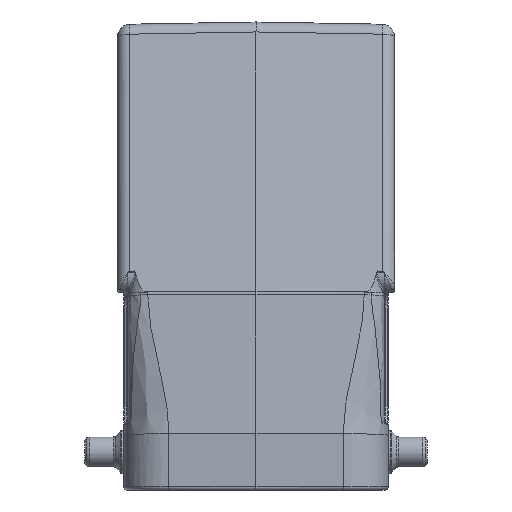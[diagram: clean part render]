
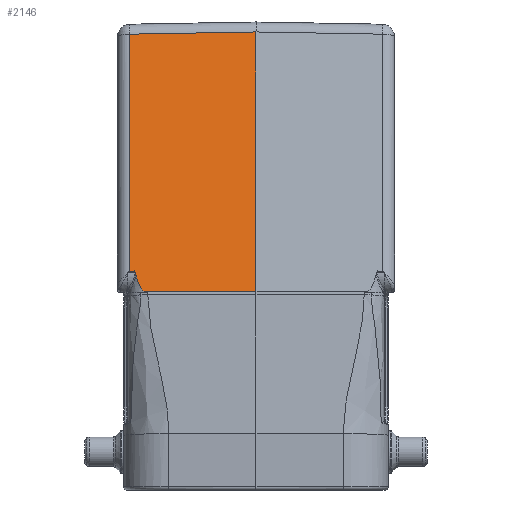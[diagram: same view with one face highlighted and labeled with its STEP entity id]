
A CAD part, left-side view. The second image highlights one B-rep face of the part: STEP entity #2146.
In plain terms, the highlighted planar face has unit normal (-0.982, 0.018, 0.191).
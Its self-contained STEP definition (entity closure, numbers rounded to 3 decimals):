
#1258=FACE_OUTER_BOUND('',#4070,.T.);
#1769=B_SPLINE_CURVE_WITH_KNOTS('',3,(#13988,#13989,#13990,#13991,#13992,
#13993,#13994,#13995,#13996,#13997),.UNSPECIFIED.,.F.,.F.,(4,3,3,4),(0.,
0.054,0.273,1.),.UNSPECIFIED.);
#1770=B_SPLINE_CURVE_WITH_KNOTS('',3,(#13999,#14000,#14001,#14002),
 .UNSPECIFIED.,.F.,.F.,(4,4),(0.,1.),.UNSPECIFIED.);
#1771=B_SPLINE_CURVE_WITH_KNOTS('',3,(#14004,#14005,#14006,#14007),
 .UNSPECIFIED.,.F.,.F.,(4,4),(0.,1.),.UNSPECIFIED.);
#1772=B_SPLINE_CURVE_WITH_KNOTS('',3,(#14009,#14010,#14011,#14012,#14013,
#14014),.UNSPECIFIED.,.F.,.F.,(4,2,4),(0.,0.5,1.),.UNSPECIFIED.);
#2146=ADVANCED_FACE('',(#1258),#2681,.T.);
#2681=PLANE('',#9857);
#3001=LINE('',#13826,#3521);
#3025=LINE('',#13985,#3545);
#3026=LINE('',#14015,#3546);
#3027=LINE('',#14017,#3547);
#3028=LINE('',#14019,#3548);
#3521=VECTOR('',#10992,1.);
#3545=VECTOR('',#11052,1.);
#3546=VECTOR('',#11053,1.);
#3547=VECTOR('',#11054,1.);
#3548=VECTOR('',#11055,1.);
#4070=EDGE_LOOP('',(#4976,#4977,#4978,#4979,#4980,#4981,#4982,#4983,#4984));
#4976=ORIENTED_EDGE('',*,*,#8276,.T.);
#4977=ORIENTED_EDGE('',*,*,#8277,.T.);
#4978=ORIENTED_EDGE('',*,*,#8278,.T.);
#4979=ORIENTED_EDGE('',*,*,#8279,.T.);
#4980=ORIENTED_EDGE('',*,*,#8280,.T.);
#4981=ORIENTED_EDGE('',*,*,#8233,.T.);
#4982=ORIENTED_EDGE('',*,*,#8281,.F.);
#4983=ORIENTED_EDGE('',*,*,#8282,.T.);
#4984=ORIENTED_EDGE('',*,*,#8283,.T.);
#7436=VERTEX_POINT('',#13827);
#7437=VERTEX_POINT('',#13828);
#7468=VERTEX_POINT('',#13986);
#7469=VERTEX_POINT('',#13987);
#7470=VERTEX_POINT('',#13998);
#7471=VERTEX_POINT('',#14003);
#7472=VERTEX_POINT('',#14008);
#7473=VERTEX_POINT('',#14016);
#7474=VERTEX_POINT('',#14018);
#8233=EDGE_CURVE('',#7436,#7437,#3001,.T.);
#8276=EDGE_CURVE('',#7468,#7469,#3025,.T.);
#8277=EDGE_CURVE('',#7469,#7470,#1769,.T.);
#8278=EDGE_CURVE('',#7470,#7471,#1770,.T.);
#8279=EDGE_CURVE('',#7471,#7472,#1771,.T.);
#8280=EDGE_CURVE('',#7472,#7436,#1772,.T.);
#8281=EDGE_CURVE('',#7473,#7437,#3026,.T.);
#8282=EDGE_CURVE('',#7473,#7474,#3027,.T.);
#8283=EDGE_CURVE('',#7474,#7468,#3028,.T.);
#9857=AXIS2_PLACEMENT_3D('',#14020,#11056,#11057);
#10992=DIRECTION('',(-0.017,-1.,0.003));
#11052=DIRECTION('',(0.01,-0.99,0.141));
#11053=DIRECTION('',(-0.191,0.,-0.982));
#11054=DIRECTION('',(0.014,1.,-0.017));
#11055=DIRECTION('',(-0.191,0.,-0.982));
#11056=DIRECTION('',(-0.981,0.017,0.191));
#11057=DIRECTION('',(0.191,0.,0.982));
#13826=CARTESIAN_POINT('',(-58.195,0.,23.134));
#13827=CARTESIAN_POINT('',(-57.884,18.118,23.074));
#13828=CARTESIAN_POINT('',(-58.195,0.,23.134));
#13985=CARTESIAN_POINT('',(-57.014,0.868,29.127));
#13986=CARTESIAN_POINT('',(-57.211,20.535,26.317));
#13987=CARTESIAN_POINT('',(-57.204,19.797,26.423));
#13988=CARTESIAN_POINT('',(-57.204,19.797,26.423));
#13989=CARTESIAN_POINT('',(-57.204,19.796,26.422));
#13990=CARTESIAN_POINT('',(-57.204,19.795,26.421));
#13991=CARTESIAN_POINT('',(-57.204,19.794,26.42));
#13992=CARTESIAN_POINT('',(-57.205,19.789,26.416));
#13993=CARTESIAN_POINT('',(-57.206,19.784,26.412));
#13994=CARTESIAN_POINT('',(-57.207,19.78,26.408));
#13995=CARTESIAN_POINT('',(-57.209,19.764,26.396));
#13996=CARTESIAN_POINT('',(-57.212,19.75,26.382));
#13997=CARTESIAN_POINT('',(-57.215,19.736,26.367));
#13998=CARTESIAN_POINT('',(-57.215,19.736,26.367));
#13999=CARTESIAN_POINT('',(-57.215,19.736,26.367));
#14000=CARTESIAN_POINT('',(-57.23,19.673,26.299));
#14001=CARTESIAN_POINT('',(-57.248,19.647,26.208));
#14002=CARTESIAN_POINT('',(-57.265,19.619,26.121));
#14003=CARTESIAN_POINT('',(-57.265,19.619,26.121));
#14004=CARTESIAN_POINT('',(-57.265,19.619,26.121));
#14005=CARTESIAN_POINT('',(-57.276,19.601,26.068));
#14006=CARTESIAN_POINT('',(-57.287,19.585,26.014));
#14007=CARTESIAN_POINT('',(-57.298,19.57,25.96));
#14008=CARTESIAN_POINT('',(-57.298,19.57,25.96));
#14009=CARTESIAN_POINT('',(-57.298,19.57,25.96));
#14010=CARTESIAN_POINT('',(-57.402,19.428,25.433));
#14011=CARTESIAN_POINT('',(-57.507,19.265,24.909));
#14012=CARTESIAN_POINT('',(-57.71,18.834,23.905));
#14013=CARTESIAN_POINT('',(-57.814,18.577,23.391));
#14014=CARTESIAN_POINT('',(-57.884,18.118,23.074));
#14015=CARTESIAN_POINT('',(-58.195,0.,23.134));
#14016=CARTESIAN_POINT('',(-50.012,0.,65.232));
#14017=CARTESIAN_POINT('',(-50.003,0.617,65.221));
#14018=CARTESIAN_POINT('',(-49.716,20.535,64.873));
#14019=CARTESIAN_POINT('',(-57.843,20.535,23.065));
#14020=CARTESIAN_POINT('',(-58.195,0.,23.134));
